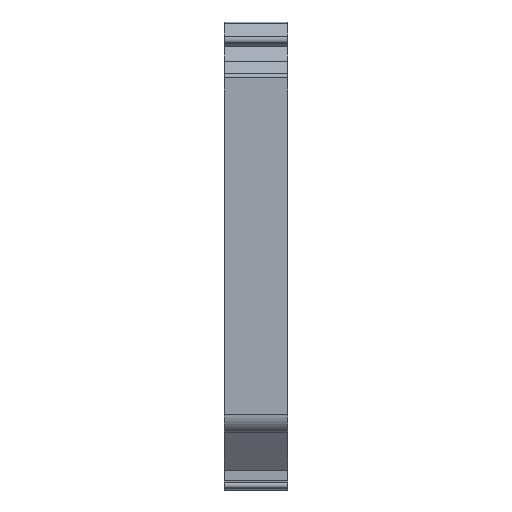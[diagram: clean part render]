
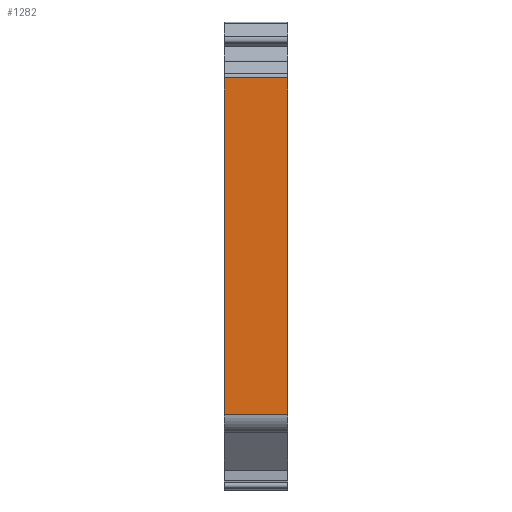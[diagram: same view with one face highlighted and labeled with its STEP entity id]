
A CAD part, left-side view. The second image highlights one B-rep face of the part: STEP entity #1282.
In plain terms, the highlighted planar face has unit normal (-1, 0, 0).
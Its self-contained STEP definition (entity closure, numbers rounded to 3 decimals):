
#202=ORIENTED_EDGE('',*,*,#549,.F.);
#203=ORIENTED_EDGE('',*,*,#548,.F.);
#204=ORIENTED_EDGE('',*,*,#550,.T.);
#205=ORIENTED_EDGE('',*,*,#551,.T.);
#548=EDGE_CURVE('',#706,#705,#849,.T.);
#549=EDGE_CURVE('',#705,#707,#850,.T.);
#550=EDGE_CURVE('',#706,#708,#851,.T.);
#551=EDGE_CURVE('',#708,#707,#852,.T.);
#705=VERTEX_POINT('',#1978);
#706=VERTEX_POINT('',#1980);
#707=VERTEX_POINT('',#1984);
#708=VERTEX_POINT('',#1986);
#849=LINE('',#1981,#1002);
#850=LINE('',#1983,#1003);
#851=LINE('',#1985,#1004);
#852=LINE('',#1987,#1005);
#1002=VECTOR('',#1605,1000.);
#1003=VECTOR('',#1608,1000.);
#1004=VECTOR('',#1609,1000.);
#1005=VECTOR('',#1610,1000.);
#1105=EDGE_LOOP('',(#202,#203,#204,#205));
#1170=FACE_BOUND('',#1105,.T.);
#1228=PLANE('',#1374);
#1282=ADVANCED_FACE('',(#1170),#1228,.T.);
#1374=AXIS2_PLACEMENT_3D('',#1982,#1606,#1607);
#1605=DIRECTION('',(0.,-1.,0.));
#1606=DIRECTION('',(-1.,0.,0.));
#1607=DIRECTION('',(0.,0.,1.));
#1608=DIRECTION('',(0.,0.,-1.));
#1609=DIRECTION('',(0.,0.,-1.));
#1610=DIRECTION('',(0.,-1.,0.));
#1978=CARTESIAN_POINT('',(-35.501,0.,28.835));
#1980=CARTESIAN_POINT('',(-35.501,10.25,28.835));
#1981=CARTESIAN_POINT('',(-35.501,10.25,28.835));
#1982=CARTESIAN_POINT('',(-35.501,10.25,7.093));
#1983=CARTESIAN_POINT('',(-35.501,0.,7.093));
#1984=CARTESIAN_POINT('',(-35.501,0.,-25.738));
#1985=CARTESIAN_POINT('',(-35.501,10.25,28.835));
#1986=CARTESIAN_POINT('',(-35.501,10.25,-25.738));
#1987=CARTESIAN_POINT('',(-35.501,10.25,-25.738));
